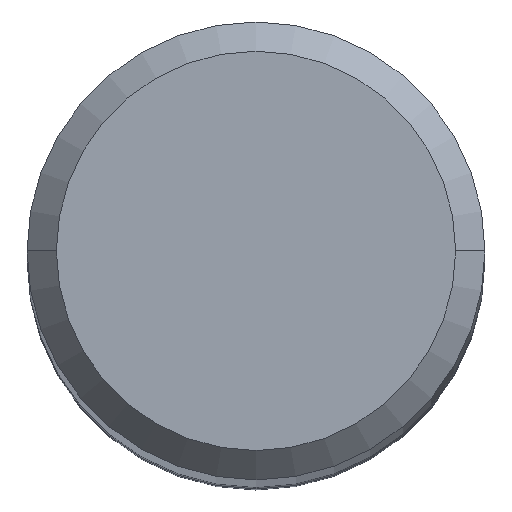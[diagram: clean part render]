
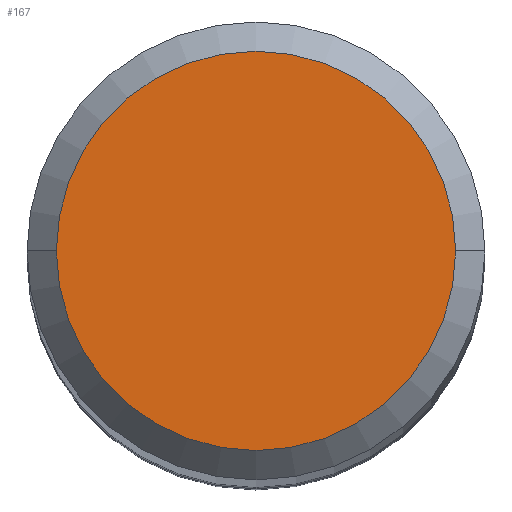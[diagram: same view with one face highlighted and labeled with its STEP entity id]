
A CAD part, top view. The second image highlights one B-rep face of the part: STEP entity #167.
In plain terms, the highlighted planar face has unit normal (0, 0, 1).
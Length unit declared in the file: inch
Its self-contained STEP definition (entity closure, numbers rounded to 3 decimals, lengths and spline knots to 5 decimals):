
#7 = ORIENTED_EDGE ( 'NONE', *, *, #493, .T. ) ;
#12 = AXIS2_PLACEMENT_3D ( 'NONE', #261, #185, #232 ) ;
#98 = DIRECTION ( 'NONE',  ( 1., 0., 0. ) ) ;
#107 = AXIS2_PLACEMENT_3D ( 'NONE', #296, #117, #552 ) ;
#117 = DIRECTION ( 'NONE',  ( 0., 0., -1. ) ) ;
#167 = ADVANCED_FACE ( 'NONE', ( #298 ), #564, .F. ) ;
#185 = DIRECTION ( 'NONE',  ( 0., 0., 1. ) ) ;
#232 = DIRECTION ( 'NONE',  ( 1., 0., 0. ) ) ;
#261 = CARTESIAN_POINT ( 'NONE',  ( 0., 0., 0. ) ) ;
#296 = CARTESIAN_POINT ( 'NONE',  ( 0., 0.13625, 0. ) ) ;
#298 = FACE_OUTER_BOUND ( 'NONE', #335, .T. ) ;
#318 = CARTESIAN_POINT ( 'NONE',  ( 0.13625, 0., 0. ) ) ;
#335 = EDGE_LOOP ( 'NONE', ( #7, #759 ) ) ;
#493 = EDGE_CURVE ( 'NONE', #757, #502, #713, .T. ) ;
#502 = VERTEX_POINT ( 'NONE', #318 ) ;
#552 = DIRECTION ( 'NONE',  ( -1., 0., 0. ) ) ;
#564 = PLANE ( 'NONE',  #107 ) ;
#615 = DIRECTION ( 'NONE',  ( 0., 0., 1. ) ) ;
#638 = CIRCLE ( 'NONE', #714, 0.13625 ) ;
#675 = CARTESIAN_POINT ( 'NONE',  ( 0., 0., 0. ) ) ;
#686 = CARTESIAN_POINT ( 'NONE',  ( -0.13625, 0., 0. ) ) ;
#713 = CIRCLE ( 'NONE', #12, 0.13625 ) ;
#714 = AXIS2_PLACEMENT_3D ( 'NONE', #675, #615, #98 ) ;
#718 = EDGE_CURVE ( 'NONE', #502, #757, #638, .T. ) ;
#757 = VERTEX_POINT ( 'NONE', #686 ) ;
#759 = ORIENTED_EDGE ( 'NONE', *, *, #718, .T. ) ;
